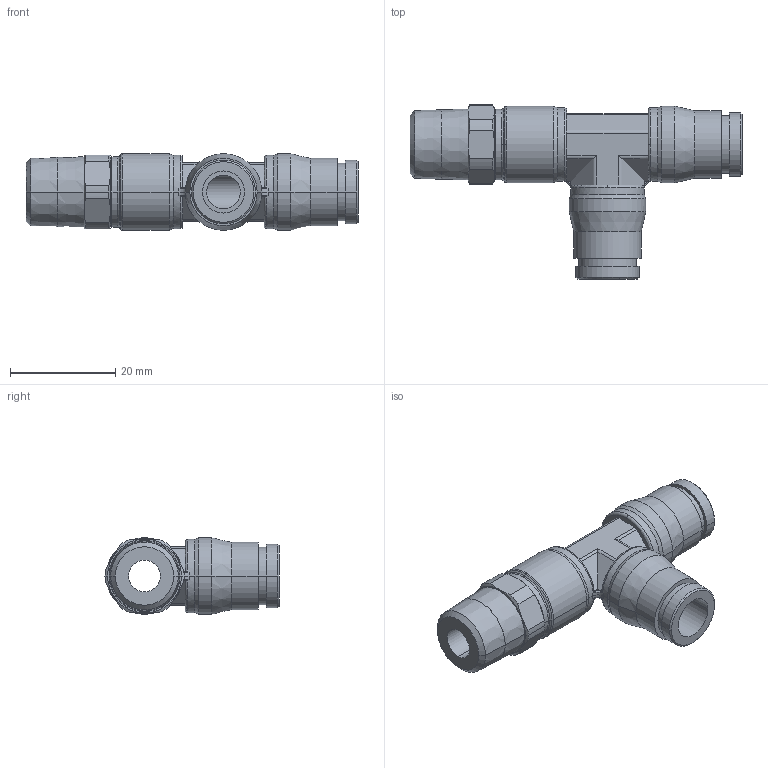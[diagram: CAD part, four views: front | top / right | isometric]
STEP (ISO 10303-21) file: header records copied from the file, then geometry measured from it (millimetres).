
FILE_DESCRIPTION(('STEP AP214'),'1');
FILE_NAME('3803_08_13.stp','2016-07-07T14:26:48',('TraceParts'),('TraceParts S.A.'),'Spatial InterOp 3D',' ',' ');
FILE_SCHEMA(('automotive_design'));
Length unit declared in the file: millimetre
Products named in the file (1): 1
Bounding box: 62.96 x 33 x 14.53 mm (x, y, z)
Volume: 7836 mm3; surface area: 5822.7 mm2
Topology: 1 solids, 1 shells, 171 faces, 420 edges, 261 vertices
Faces by surface type: cylinder 60, cone 50, plane 37, torus 24
Entity records: 9187 total; most frequent: CARTESIAN_POINT 5147, DIRECTION 894, ORIENTED_EDGE 840, EDGE_CURVE 420, AXIS2_PLACEMENT_3D 382, VERTEX_POINT 261, CIRCLE 198, EDGE_LOOP 185
